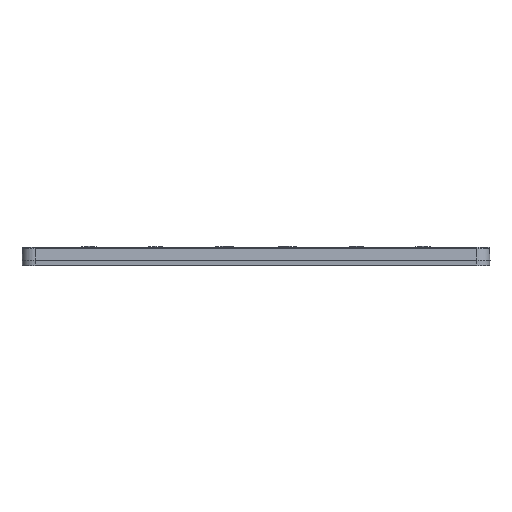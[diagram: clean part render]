
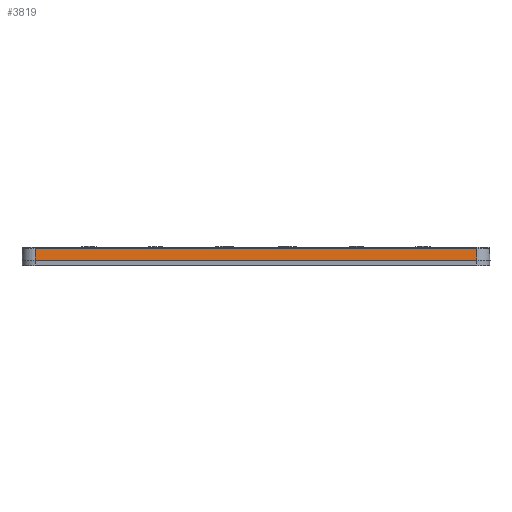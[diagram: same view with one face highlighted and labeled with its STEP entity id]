
A CAD part, left-side view. The second image highlights one B-rep face of the part: STEP entity #3819.
In plain terms, the highlighted planar face has unit normal (-0.999, 0, 0.052).
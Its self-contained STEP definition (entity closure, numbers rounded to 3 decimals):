
#3819=ADVANCED_FACE('',(#5903),#4607,.T.);
#4607=PLANE('',#28764);
#5903=FACE_OUTER_BOUND('',#7700,.T.);
#7700=EDGE_LOOP('',(#18280,#18281,#18282,#18283));
#9671=LINE('',#71197,#11545);
#9672=LINE('',#71224,#11546);
#9673=LINE('',#71227,#11547);
#9674=LINE('',#71228,#11548);
#11545=VECTOR('',#34697,1.);
#11546=VECTOR('',#34698,1.);
#11547=VECTOR('',#34699,1.);
#11548=VECTOR('',#34700,1.);
#18280=ORIENTED_EDGE('',*,*,#25515,.T.);
#18281=ORIENTED_EDGE('',*,*,#25516,.T.);
#18282=ORIENTED_EDGE('',*,*,#25512,.F.);
#18283=ORIENTED_EDGE('',*,*,#25517,.T.);
#21873=VERTEX_POINT('',#71198);
#21874=VERTEX_POINT('',#71199);
#21875=VERTEX_POINT('',#71225);
#21876=VERTEX_POINT('',#71226);
#25512=EDGE_CURVE('',#21873,#21874,#9671,.T.);
#25515=EDGE_CURVE('',#21875,#21876,#9672,.T.);
#25516=EDGE_CURVE('',#21876,#21874,#9673,.T.);
#25517=EDGE_CURVE('',#21873,#21875,#9674,.T.);
#28764=AXIS2_PLACEMENT_3D('',#71229,#34701,#34702);
#34697=DIRECTION('',(0.052,0.,0.999));
#34698=DIRECTION('',(0.052,0.,0.999));
#34699=DIRECTION('',(0.,1.,0.));
#34700=DIRECTION('',(0.,-1.,0.));
#34701=DIRECTION('',(-0.999,0.,0.052));
#34702=DIRECTION('',(-0.052,0.,-0.999));
#71197=CARTESIAN_POINT('',(-87.5,82.619,0.5));
#71198=CARTESIAN_POINT('',(-87.5,82.619,0.5));
#71199=CARTESIAN_POINT('',(-87.268,82.619,4.926));
#71224=CARTESIAN_POINT('',(-87.5,-82.619,0.5));
#71225=CARTESIAN_POINT('',(-87.5,-82.619,0.5));
#71226=CARTESIAN_POINT('',(-87.268,-82.619,4.926));
#71227=CARTESIAN_POINT('',(-87.268,82.619,4.926));
#71228=CARTESIAN_POINT('',(-87.5,82.619,0.5));
#71229=CARTESIAN_POINT('',(-87.5,82.619,0.5));
